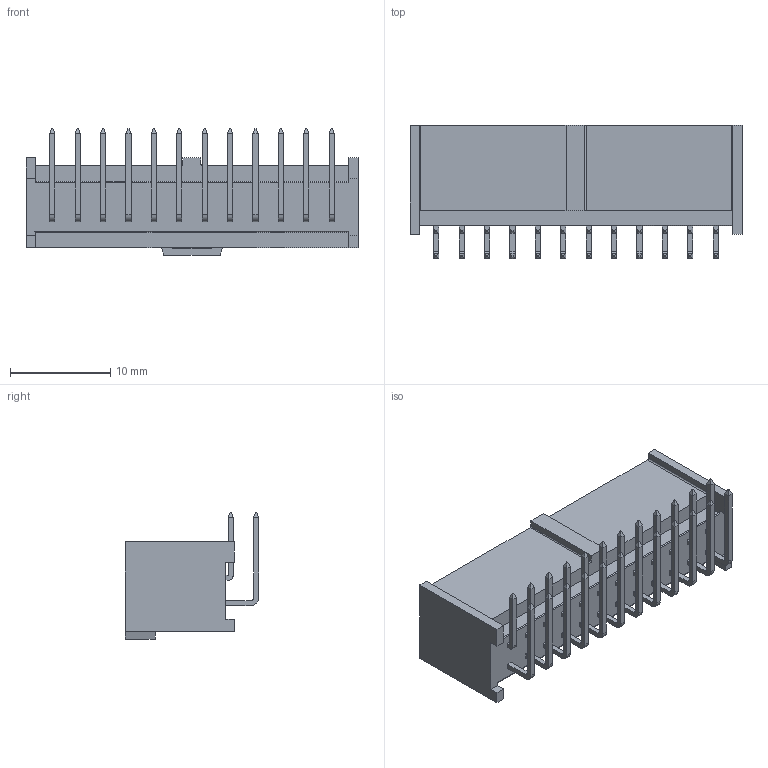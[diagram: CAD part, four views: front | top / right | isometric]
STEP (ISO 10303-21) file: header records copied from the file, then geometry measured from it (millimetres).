
FILE_DESCRIPTION(('STEP AP214'),'1');
FILE_NAME('6307.stp','2016-07-10T16:32:21',('TraceParts'),('TraceParts S.A.'),'Spatial InterOp 3D',' ',' ');
FILE_SCHEMA(('automotive_design'));
Length unit declared in the file: millimetre
Products named in the file (2): 901303124; 1
Bounding box: 33.2 x 13.33 x 12.65 mm (x, y, z)
Volume: 1218.7 mm3; surface area: 2754.3 mm2
Topology: 1 solids, 1 shells, 573 faces, 1424 edges, 948 vertices
Faces by surface type: plane 533, cylinder 40
Entity records: 16523 total; most frequent: CARTESIAN_POINT 2851, ORIENTED_EDGE 2752, DIRECTION 2702, EDGE_CURVE 1376, LINE 1296, VECTOR 1296, VERTEX_POINT 852, AXIS2_PLACEMENT_3D 703
